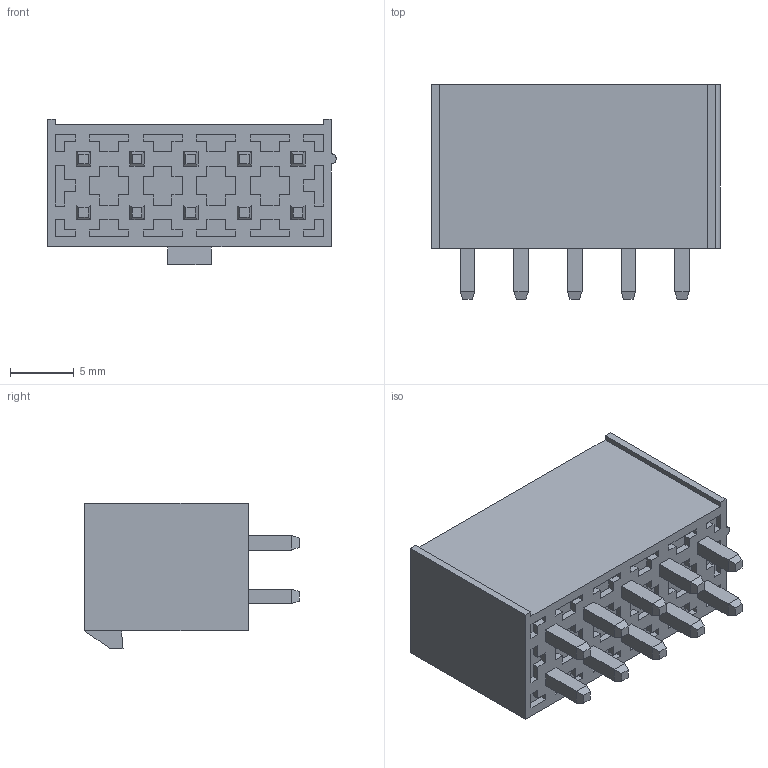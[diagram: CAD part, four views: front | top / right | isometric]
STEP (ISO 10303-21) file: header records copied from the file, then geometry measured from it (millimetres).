
FILE_DESCRIPTION( ('This file contains a STEP AP42 implementation' ,'as created by ZW3D STEP Interface translator.') ,'2;1' );
FILE_NAME( 'WF4202-2WS05XXXX1.stp' ,'231031.145614', (''), ('ZWCAD Software Co.'), 'Version 1.0', 'ZW3D to STEP translator', '' );
FILE_SCHEMA(('AUTOMOTIVE_DESIGN { 1 0 10303 214 1 1 1 1 }'));
Length unit declared in the file: millimetre
Products named in the file (2): 0; WF4202-2WS05XXXX1
Bounding box: 22.6 x 16.8 x 11.4 mm (x, y, z)
Volume: 1577.4 mm3; surface area: 3052.2 mm2
Topology: 1 solids, 1 shells, 425 faces, 1043 edges, 668 vertices
Faces by surface type: plane 424, cylinder 1
Entity records: 12598 total; most frequent: CARTESIAN_POINT 2137, ORIENTED_EDGE 2086, DIRECTION 1897, EDGE_CURVE 1043, VECTOR 1041, LINE 1041, VERTEX_POINT 668, EDGE_LOOP 473
